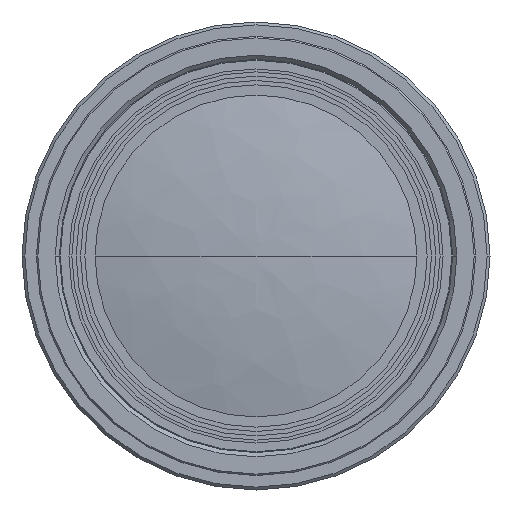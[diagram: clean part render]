
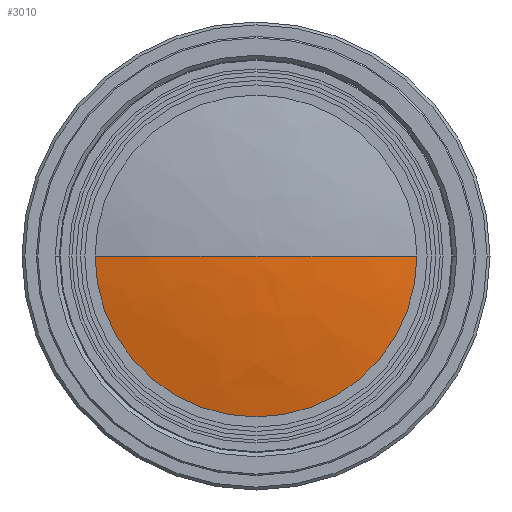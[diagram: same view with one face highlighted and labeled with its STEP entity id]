
A CAD part, left-side view. The second image highlights one B-rep face of the part: STEP entity #3010.
In plain terms, the highlighted free-form (B-spline) face has degree [3, 3] with [7, 4] control points.
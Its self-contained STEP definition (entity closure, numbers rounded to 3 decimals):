
#2988 = EDGE_CURVE('',#2989,#2991,#2993,.T.);
#2989 = VERTEX_POINT('',#2990);
#2990 = CARTESIAN_POINT('',(-89.027,-11.14,0.));
#2991 = VERTEX_POINT('',#2992);
#2992 = CARTESIAN_POINT('',(-89.027,11.14,0.));
#2993 = CIRCLE('',#2994,11.14);
#2994 = AXIS2_PLACEMENT_3D('',#2995,#2996,#2997);
#2995 = CARTESIAN_POINT('',(-89.027,0.,0.));
#2996 = DIRECTION('',(1.,0.,0.));
#2997 = DIRECTION('',(0.,-1.,0.));
#3010 = ADVANCED_FACE('',(#3011),#3030,.T.);
#3011 = FACE_BOUND('',#3012,.T.);
#3012 = EDGE_LOOP('',(#3013,#3022,#3023));
#3013 = ORIENTED_EDGE('',*,*,#3014,.T.);
#3014 = EDGE_CURVE('',#3015,#2991,#3017,.T.);
#3015 = VERTEX_POINT('',#3016);
#3016 = CARTESIAN_POINT('',(-90.166,0.,0.));
#3017 = CIRCLE('',#3018,53.064);
#3018 = AXIS2_PLACEMENT_3D('',#3019,#3020,#3021);
#3019 = CARTESIAN_POINT('',(-37.103,0.2,0.));
#3020 = DIRECTION('',(0.,0.,-1.));
#3021 = DIRECTION('',(-1.,-0.004,-0.));
#3022 = ORIENTED_EDGE('',*,*,#2988,.F.);
#3023 = ORIENTED_EDGE('',*,*,#3024,.F.);
#3024 = EDGE_CURVE('',#3015,#2989,#3025,.T.);
#3025 = CIRCLE('',#3026,53.064);
#3026 = AXIS2_PLACEMENT_3D('',#3027,#3028,#3029);
#3027 = CARTESIAN_POINT('',(-37.103,-0.2,0.));
#3028 = DIRECTION('',(0.,0.,1.));
#3029 = DIRECTION('',(-1.,0.004,0.));
#3030 = ( BOUNDED_SURFACE() B_SPLINE_SURFACE(3,3,(
    (#3031,#3032,#3033,#3034)
    ,(#3035,#3036,#3037,#3038)
    ,(#3039,#3040,#3041,#3042)
    ,(#3043,#3044,#3045,#3046)
    ,(#3047,#3048,#3049,#3050)
    ,(#3051,#3052,#3053,#3054)
    ,(#3055,#3056,#3057,#3058
)),.UNSPECIFIED.,.F.,.F.,.F.) B_SPLINE_SURFACE_WITH_KNOTS((4,3,4),(4,4),
  (0.,1.,2.),(0.,1.),.PIECEWISE_BEZIER_KNOTS.) 
GEOMETRIC_REPRESENTATION_ITEM() RATIONAL_B_SPLINE_SURFACE((
    (1.191,1.186,1.186,1.191)
    ,(0.94,0.937,0.937,0.94)
    ,(0.94,0.937,0.937,0.94)
    ,(1.191,1.186,1.186,1.191)
    ,(0.94,0.937,0.937,0.94)
    ,(0.94,0.937,0.937,0.94)
    ,(1.191,1.186,1.186,1.191
))) REPRESENTATION_ITEM('') SURFACE() );
#3031 = CARTESIAN_POINT('',(-90.166,0.,0.));
#3032 = CARTESIAN_POINT('',(-90.181,-3.814,
    0.24));
#3033 = CARTESIAN_POINT('',(-89.784,-7.608,
    0.479));
#3034 = CARTESIAN_POINT('',(-88.98,-11.337,
    0.713));
#3035 = CARTESIAN_POINT('',(-90.166,0.,0.));
#3036 = CARTESIAN_POINT('',(-90.181,-3.962,
    -2.107));
#3037 = CARTESIAN_POINT('',(-89.784,-7.903,
    -4.203));
#3038 = CARTESIAN_POINT('',(-88.98,-11.776,
    -6.264));
#3039 = CARTESIAN_POINT('',(-90.166,0.,0.));
#3040 = CARTESIAN_POINT('',(-90.181,-2.352,
    -3.822));
#3041 = CARTESIAN_POINT('',(-89.784,-4.691,
    -7.623));
#3042 = CARTESIAN_POINT('',(-88.98,-6.991,
    -11.36));
#3043 = CARTESIAN_POINT('',(-90.166,0.,0.));
#3044 = CARTESIAN_POINT('',(-90.181,0.,-3.822));
#3045 = CARTESIAN_POINT('',(-89.784,0.,-7.623));
#3046 = CARTESIAN_POINT('',(-88.98,0.,-11.36));
#3047 = CARTESIAN_POINT('',(-90.166,0.,0.));
#3048 = CARTESIAN_POINT('',(-90.181,2.352,
    -3.822));
#3049 = CARTESIAN_POINT('',(-89.784,4.691,
    -7.623));
#3050 = CARTESIAN_POINT('',(-88.98,6.991,
    -11.36));
#3051 = CARTESIAN_POINT('',(-90.166,0.,0.));
#3052 = CARTESIAN_POINT('',(-90.181,3.962,
    -2.107));
#3053 = CARTESIAN_POINT('',(-89.784,7.903,
    -4.203));
#3054 = CARTESIAN_POINT('',(-88.98,11.776,
    -6.264));
#3055 = CARTESIAN_POINT('',(-90.166,0.,0.));
#3056 = CARTESIAN_POINT('',(-90.181,3.814,0.24
    ));
#3057 = CARTESIAN_POINT('',(-89.784,7.608,
    0.479));
#3058 = CARTESIAN_POINT('',(-88.98,11.337,
    0.713));
